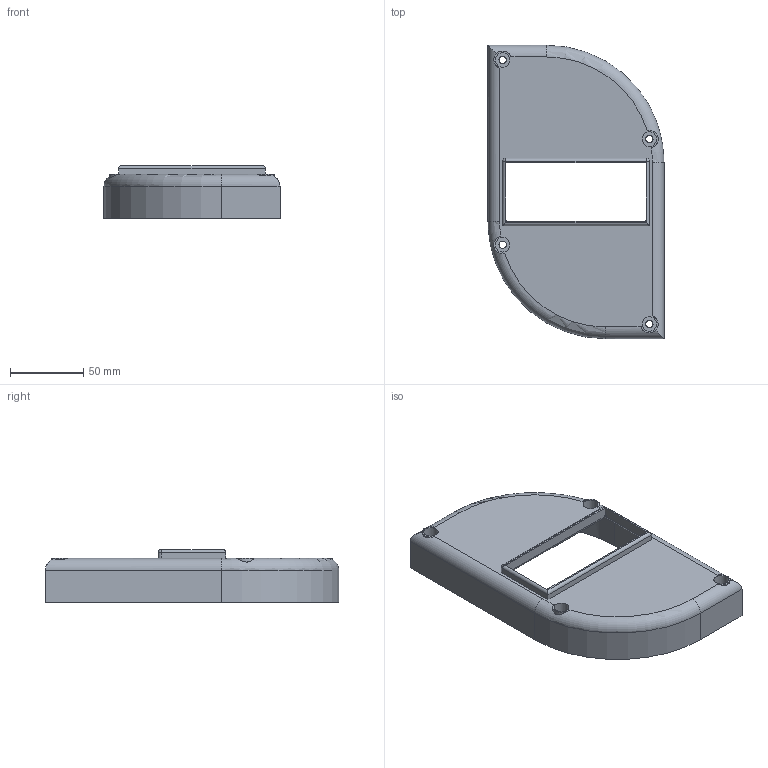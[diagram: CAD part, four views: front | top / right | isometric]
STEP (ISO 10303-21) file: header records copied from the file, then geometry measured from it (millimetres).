
FILE_DESCRIPTION(/* description */ (''),/* implementation_level */ '2;1');
FILE_NAME(/* name */ 'Panel box cover.stp',/* time_stamp */ '2019-10-09T15:31:32+07:00',/* author */ ('lenovo'),/* organization */ (''),/* preprocessor_version */ 'ST-DEVELOPER v16.13',/* originating_system */ 'Autodesk Inventor 2018',/* authorisation */ '');
FILE_SCHEMA (('AUTOMOTIVE_DESIGN { 1 0 10303 214 3 1 1 }'));
Length unit declared in the file: millimetre
Products named in the file (1): Panel box cover
Bounding box: 120 x 200 x 36 mm (x, y, z)
Volume: 94592.9 mm3; surface area: 70437.8 mm2
Topology: 1 solids, 1 shells, 79 faces, 184 edges, 114 vertices
Faces by surface type: cylinder 38, plane 33, torus 6, sphere 2
Full cylindrical faces by diameter (mm): 5 x4, 10 x4, 12 x2
Entity records: 2441 total; most frequent: CARTESIAN_POINT 462, DIRECTION 408, ORIENTED_EDGE 348, EDGE_CURVE 174, AXIS2_PLACEMENT_3D 160, VERTEX_POINT 114, EDGE_LOOP 106, LINE 88
